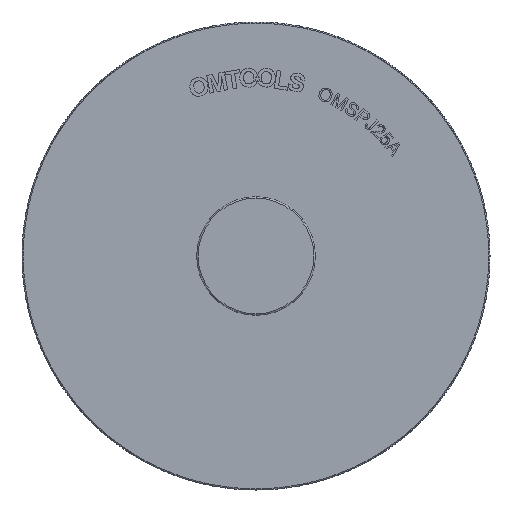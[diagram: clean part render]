
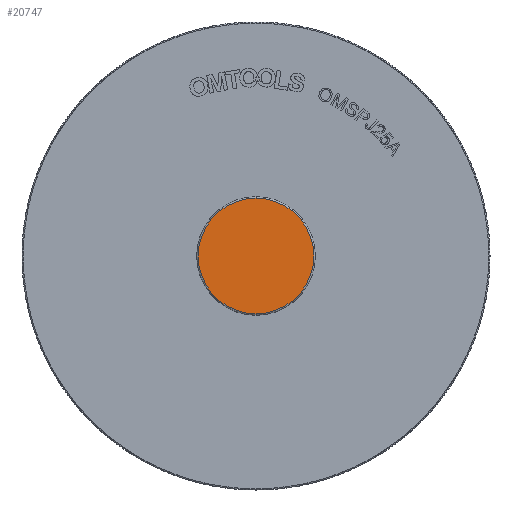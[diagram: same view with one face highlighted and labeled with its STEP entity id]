
A CAD part, front view. The second image highlights one B-rep face of the part: STEP entity #20747.
In plain terms, the highlighted planar face has unit normal (0, -1, 0).
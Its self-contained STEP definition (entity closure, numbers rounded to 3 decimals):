
#43 = PLANE ( 'NONE',  #46456 ) ;
#4967 = EDGE_CURVE ( 'NONE', #13640, #24527, #9668, .T. ) ;
#5124 = DIRECTION ( 'NONE',  ( 0., -1., 0. ) ) ;
#8318 = AXIS2_PLACEMENT_3D ( 'NONE', #17196, #52701, #22303 ) ;
#9668 = CIRCLE ( 'NONE', #60640, 12.845 ) ;
#13071 = DIRECTION ( 'NONE',  ( 0., -1., 0. ) ) ;
#13640 = VERTEX_POINT ( 'NONE', #23760 ) ;
#17196 = CARTESIAN_POINT ( 'NONE',  ( 0., 0., 0. ) ) ;
#20237 = CARTESIAN_POINT ( 'NONE',  ( 13.145, 0., 0. ) ) ;
#20747 = ADVANCED_FACE ( 'NONE', ( #46085 ), #43, .T. ) ;
#22303 = DIRECTION ( 'NONE',  ( 0., 0., -1. ) ) ;
#23760 = CARTESIAN_POINT ( 'NONE',  ( 0., 0., -12.845 ) ) ;
#24527 = VERTEX_POINT ( 'NONE', #44552 ) ;
#25764 = ORIENTED_EDGE ( 'NONE', *, *, #4967, .T. ) ;
#35366 = CIRCLE ( 'NONE', #8318, 12.845 ) ;
#40387 = ORIENTED_EDGE ( 'NONE', *, *, #58464, .T. ) ;
#40681 = DIRECTION ( 'NONE',  ( 0., 0., -1. ) ) ;
#43534 = CARTESIAN_POINT ( 'NONE',  ( 0., 0., 0. ) ) ;
#44552 = CARTESIAN_POINT ( 'NONE',  ( 0., 0., 12.845 ) ) ;
#46085 = FACE_OUTER_BOUND ( 'NONE', #59140, .T. ) ;
#46456 = AXIS2_PLACEMENT_3D ( 'NONE', #20237, #5124, #40681 ) ;
#48642 = DIRECTION ( 'NONE',  ( 0., 0., -1. ) ) ;
#52701 = DIRECTION ( 'NONE',  ( 0., -1., 0. ) ) ;
#58464 = EDGE_CURVE ( 'NONE', #24527, #13640, #35366, .T. ) ;
#59140 = EDGE_LOOP ( 'NONE', ( #25764, #40387 ) ) ;
#60640 = AXIS2_PLACEMENT_3D ( 'NONE', #43534, #13071, #48642 ) ;
